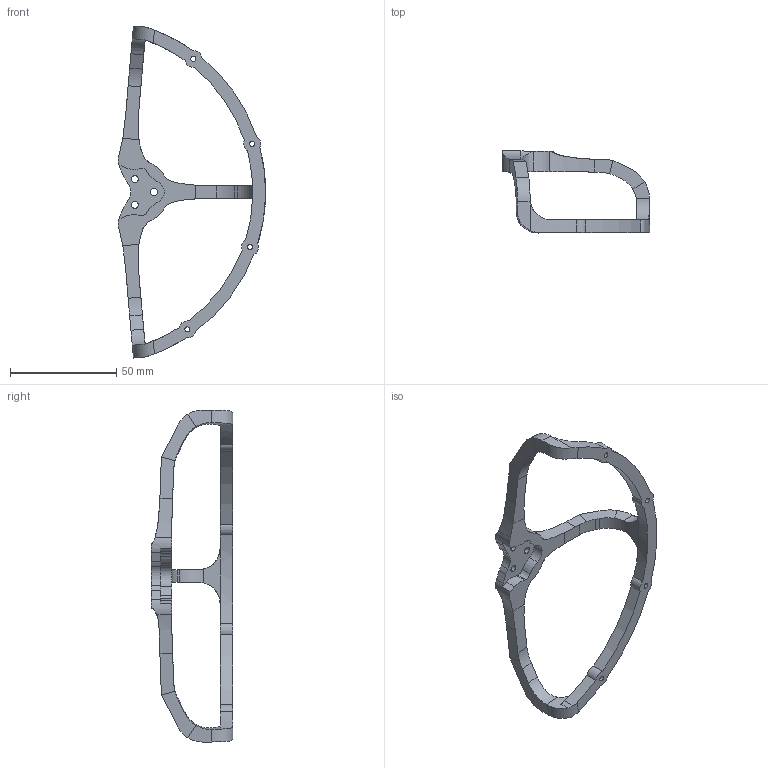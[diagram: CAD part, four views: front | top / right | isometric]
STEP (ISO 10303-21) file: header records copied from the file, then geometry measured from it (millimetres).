
FILE_DESCRIPTION (( 'STEP AP214' ), '1' );
FILE_NAME ('330260蔑悵.STEP', '2025-10-27T02:25:50', ( '' ), ( '' ), 'SwSTEP 2.0', 'SolidWorks 2022', '' );
FILE_SCHEMA (( 'AUTOMOTIVE_DESIGN' ));
Length unit declared in the file: millimetre
Products named in the file (1): 330260蔑悵
Bounding box: 69.24 x 38.4 x 156.12 mm (x, y, z)
Volume: 20003.1 mm3; surface area: 12451.4 mm2
Topology: 1 solids, 1 shells, 127 faces, 385 edges, 256 vertices
Faces by surface type: cylinder 67, plane 49, bspline 11
Entity records: 5131 total; most frequent: CARTESIAN_POINT 1661, ORIENTED_EDGE 770, DIRECTION 691, EDGE_CURVE 385, AXIS2_PLACEMENT_3D 267, VERTEX_POINT 256, LINE 157, VECTOR 157
